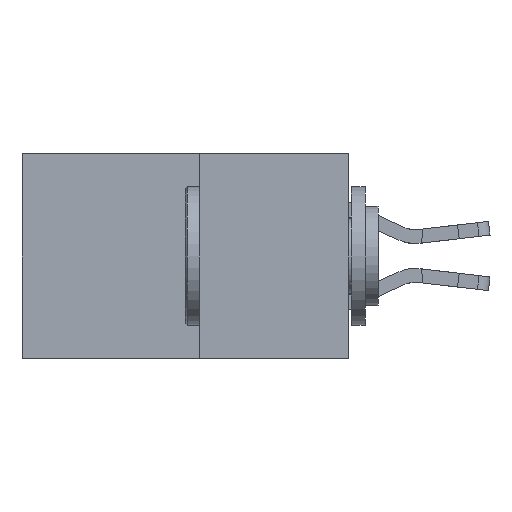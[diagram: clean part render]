
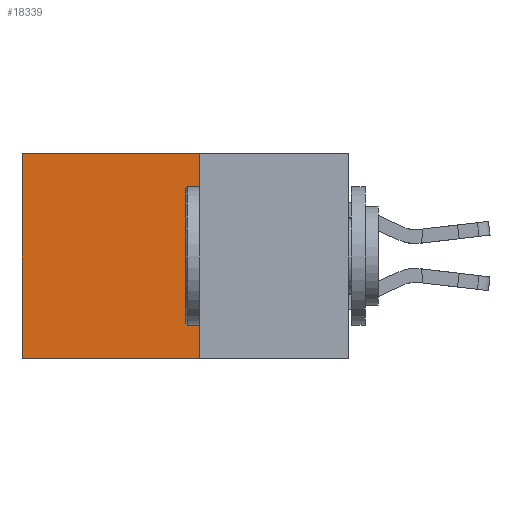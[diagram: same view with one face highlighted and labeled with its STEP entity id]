
A CAD part, left-side view. The second image highlights one B-rep face of the part: STEP entity #18339.
In plain terms, the highlighted planar face has unit normal (-1, 0, 0).
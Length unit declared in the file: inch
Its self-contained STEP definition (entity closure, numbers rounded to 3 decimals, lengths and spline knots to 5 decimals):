
#412 = DIRECTION ( 'NONE',  ( 0., 0., -1. ) ) ;
#649 = ORIENTED_EDGE ( 'NONE', *, *, #5924, .F. ) ;
#1208 = CARTESIAN_POINT ( 'NONE',  ( 0.277, 0.59, -0.37 ) ) ;
#1299 = DIRECTION ( 'NONE',  ( 0., 1., 0. ) ) ;
#1816 = DIRECTION ( 'NONE',  ( 1., 0., 0. ) ) ;
#2016 = CARTESIAN_POINT ( 'NONE',  ( 0.277, 0.27, 0. ) ) ;
#3721 = EDGE_CURVE ( 'NONE', #12391, #18693, #21880, .T. ) ;
#4968 = CARTESIAN_POINT ( 'NONE',  ( 0.277, 0.27, -0.37 ) ) ;
#5025 = EDGE_CURVE ( 'NONE', #13013, #12391, #14413, .T. ) ;
#5924 = EDGE_CURVE ( 'NONE', #8779, #18693, #11839, .T. ) ;
#6554 = CARTESIAN_POINT ( 'NONE',  ( 0.277, 0.59, -0.37 ) ) ;
#8212 = CARTESIAN_POINT ( 'NONE',  ( 0.277, 0.27, -0.37 ) ) ;
#8555 = VECTOR ( 'NONE', #15435, 39.37008 ) ;
#8593 = EDGE_CURVE ( 'NONE', #13013, #8779, #22504, .T. ) ;
#8779 = VERTEX_POINT ( 'NONE', #4968 ) ;
#9044 = CARTESIAN_POINT ( 'NONE',  ( 0.277, 0.59, 0. ) ) ;
#10559 = ORIENTED_EDGE ( 'NONE', *, *, #8593, .F. ) ;
#11191 = AXIS2_PLACEMENT_3D ( 'NONE', #12957, #1816, #14777 ) ;
#11839 = LINE ( 'NONE', #13895, #12962 ) ;
#12391 = VERTEX_POINT ( 'NONE', #9044 ) ;
#12957 = CARTESIAN_POINT ( 'NONE',  ( 0.277, 0.27, -0.37 ) ) ;
#12962 = VECTOR ( 'NONE', #13960, 39.37008 ) ;
#13013 = VERTEX_POINT ( 'NONE', #19678 ) ;
#13895 = CARTESIAN_POINT ( 'NONE',  ( 0.277, 0.27, -0.37 ) ) ;
#13960 = DIRECTION ( 'NONE',  ( 0., 1., 0. ) ) ;
#14266 = ORIENTED_EDGE ( 'NONE', *, *, #3721, .T. ) ;
#14413 = LINE ( 'NONE', #2016, #14974 ) ;
#14777 = DIRECTION ( 'NONE',  ( 0., 0., -1. ) ) ;
#14974 = VECTOR ( 'NONE', #1299, 39.37008 ) ;
#15435 = DIRECTION ( 'NONE',  ( 0., 0., -1. ) ) ;
#17048 = VECTOR ( 'NONE', #412, 39.37008 ) ;
#18339 = ADVANCED_FACE ( 'NONE', ( #19293 ), #20167, .F. ) ;
#18693 = VERTEX_POINT ( 'NONE', #6554 ) ;
#19293 = FACE_OUTER_BOUND ( 'NONE', #20534, .T. ) ;
#19678 = CARTESIAN_POINT ( 'NONE',  ( 0.277, 0.27, 0. ) ) ;
#20167 = PLANE ( 'NONE',  #11191 ) ;
#20534 = EDGE_LOOP ( 'NONE', ( #14266, #649, #10559, #20821 ) ) ;
#20821 = ORIENTED_EDGE ( 'NONE', *, *, #5025, .T. ) ;
#21880 = LINE ( 'NONE', #1208, #17048 ) ;
#22504 = LINE ( 'NONE', #8212, #8555 ) ;
